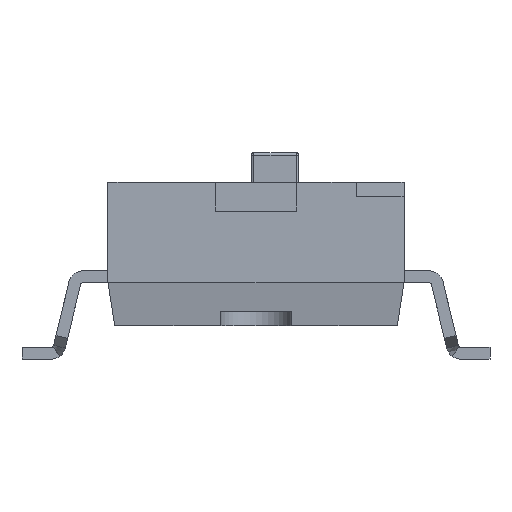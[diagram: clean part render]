
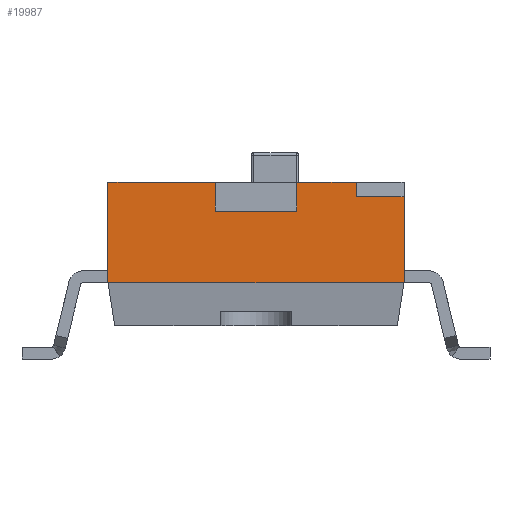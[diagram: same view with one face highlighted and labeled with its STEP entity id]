
A CAD part, left-side view. The second image highlights one B-rep face of the part: STEP entity #19987.
In plain terms, the highlighted planar face has unit normal (-1, 0, 0).
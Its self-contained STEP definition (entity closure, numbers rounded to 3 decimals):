
#767=PLANE('',#21670);
#2285=LINE('',#31534,#4428);
#2304=LINE('',#31572,#4447);
#2308=LINE('',#31580,#4451);
#2517=LINE('',#32736,#4660);
#2597=LINE('',#33467,#4740);
#2609=LINE('',#33572,#4752);
#2615=LINE('',#33588,#4758);
#2617=LINE('',#33594,#4760);
#2622=LINE('',#33608,#4765);
#2623=LINE('',#33614,#4766);
#4428=VECTOR('',#25870,10.);
#4447=VECTOR('',#25893,10.);
#4451=VECTOR('',#25897,10.);
#4660=VECTOR('',#26202,10.);
#4740=VECTOR('',#26362,10.);
#4752=VECTOR('',#26396,10.);
#4758=VECTOR('',#26420,10.);
#4760=VECTOR('',#26428,10.);
#4765=VECTOR('',#26451,10.);
#4766=VECTOR('',#26462,10.);
#6419=FACE_OUTER_BOUND('',#7565,.T.);
#7565=EDGE_LOOP('',(#17828,#17829,#17830,#17831,#17832,#17833,#17834,#17835,
#17836,#17837));
#9672=VERTEX_POINT('',#31531);
#9673=VERTEX_POINT('',#31533);
#9682=VERTEX_POINT('',#31553);
#9689=VERTEX_POINT('',#31569);
#9690=VERTEX_POINT('',#31571);
#9693=VERTEX_POINT('',#31577);
#9694=VERTEX_POINT('',#31579);
#9875=VERTEX_POINT('',#32730);
#9877=VERTEX_POINT('',#32734);
#9926=VERTEX_POINT('',#33593);
#12258=EDGE_CURVE('',#9673,#9672,#2285,.T.);
#12277=EDGE_CURVE('',#9689,#9690,#2304,.T.);
#12281=EDGE_CURVE('',#9694,#9693,#2308,.T.);
#12516=EDGE_CURVE('',#9877,#9875,#2517,.T.);
#12607=EDGE_CURVE('',#9690,#9877,#2597,.T.);
#12621=EDGE_CURVE('',#9682,#9673,#2609,.T.);
#12628=EDGE_CURVE('',#9875,#9693,#2615,.T.);
#12630=EDGE_CURVE('',#9926,#9672,#2617,.T.);
#12635=EDGE_CURVE('',#9694,#9926,#2622,.T.);
#12636=EDGE_CURVE('',#9689,#9682,#2623,.T.);
#17828=ORIENTED_EDGE('',*,*,#12281,.T.);
#17829=ORIENTED_EDGE('',*,*,#12628,.F.);
#17830=ORIENTED_EDGE('',*,*,#12516,.F.);
#17831=ORIENTED_EDGE('',*,*,#12607,.F.);
#17832=ORIENTED_EDGE('',*,*,#12277,.F.);
#17833=ORIENTED_EDGE('',*,*,#12636,.T.);
#17834=ORIENTED_EDGE('',*,*,#12621,.T.);
#17835=ORIENTED_EDGE('',*,*,#12258,.T.);
#17836=ORIENTED_EDGE('',*,*,#12630,.F.);
#17837=ORIENTED_EDGE('',*,*,#12635,.F.);
#19987=ADVANCED_FACE('',(#6419),#767,.T.);
#21670=AXIS2_PLACEMENT_3D('',#33613,#26460,#26461);
#25870=DIRECTION('',(0.,0.,1.));
#25893=DIRECTION('',(0.,-1.,0.));
#25897=DIRECTION('',(0.,1.,0.));
#26202=DIRECTION('',(0.,-1.,0.));
#26362=DIRECTION('',(0.,0.,-1.));
#26396=DIRECTION('',(0.,-1.,0.));
#26420=DIRECTION('',(0.,0.,1.));
#26428=DIRECTION('',(0.,-1.,0.));
#26451=DIRECTION('',(0.,0.,-1.));
#26460=DIRECTION('center_axis',(-1.,0.,0.));
#26461=DIRECTION('ref_axis',(0.,1.,0.));
#26462=DIRECTION('',(0.,0.,-1.));
#31531=CARTESIAN_POINT('',(-8.09,-3.1,3.435));
#31533=CARTESIAN_POINT('',(-8.09,-3.1,1.635));
#31534=CARTESIAN_POINT('',(-8.09,-3.1,3.135));
#31553=CARTESIAN_POINT('',(-8.09,3.1,1.635));
#31569=CARTESIAN_POINT('',(-8.09,3.1,3.735));
#31571=CARTESIAN_POINT('',(-8.09,0.85,3.735));
#31572=CARTESIAN_POINT('',(-8.09,3.1,3.735));
#31577=CARTESIAN_POINT('',(-8.09,-0.85,3.735));
#31579=CARTESIAN_POINT('',(-8.09,-2.1,3.735));
#31580=CARTESIAN_POINT('',(-8.09,-2.1,3.735));
#32730=CARTESIAN_POINT('',(-8.09,-0.85,3.135));
#32734=CARTESIAN_POINT('',(-8.09,0.85,3.135));
#32736=CARTESIAN_POINT('',(-8.09,3.1,3.135));
#33467=CARTESIAN_POINT('',(-8.09,0.85,3.735));
#33572=CARTESIAN_POINT('',(-8.09,3.1,1.635));
#33588=CARTESIAN_POINT('',(-8.09,-0.85,3.135));
#33593=CARTESIAN_POINT('',(-8.09,-2.1,3.435));
#33594=CARTESIAN_POINT('',(-8.09,-2.1,3.435));
#33608=CARTESIAN_POINT('',(-8.09,-2.1,3.735));
#33613=CARTESIAN_POINT('Origin',(-8.09,-3.337,4.407));
#33614=CARTESIAN_POINT('',(-8.09,3.1,3.735));
